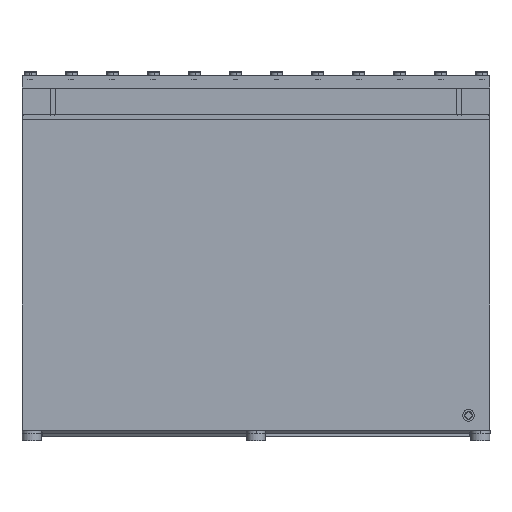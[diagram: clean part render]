
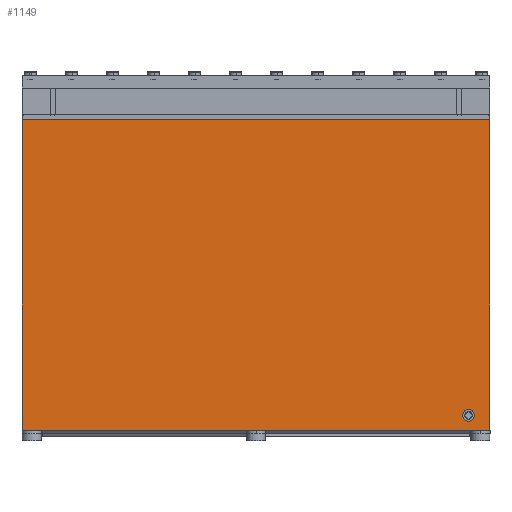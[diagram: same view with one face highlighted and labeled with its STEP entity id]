
A CAD part, front view. The second image highlights one B-rep face of the part: STEP entity #1149.
In plain terms, the highlighted planar face has unit normal (0, -1, 0).
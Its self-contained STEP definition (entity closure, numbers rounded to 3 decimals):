
#756 = CARTESIAN_POINT ( 'NONE',  ( 365., -365., 0. ) ) ;
#1149 = ADVANCED_FACE ( 'NONE', ( #20937, #36957 ), #29916, .F. ) ;
#1365 = DIRECTION ( 'NONE',  ( 0., 0., -1. ) ) ;
#2021 = DIRECTION ( 'NONE',  ( 0., 0., -1. ) ) ;
#2779 = LINE ( 'NONE', #25920, #16918 ) ;
#2955 = CARTESIAN_POINT ( 'NONE',  ( 331.459, -365., 20.929 ) ) ;
#3574 = CARTESIAN_POINT ( 'NONE',  ( 331.459, -365., 25.929 ) ) ;
#4141 = EDGE_CURVE ( 'NONE', #4889, #18178, #2779, .T. ) ;
#4889 = VERTEX_POINT ( 'NONE', #26249 ) ;
#6492 = LINE ( 'NONE', #17731, #21610 ) ;
#9604 = CIRCLE ( 'NONE', #11088, 2.5 ) ;
#9956 = EDGE_CURVE ( 'NONE', #30419, #35436, #16693, .T. ) ;
#10224 = VERTEX_POINT ( 'NONE', #2955 ) ;
#11088 = AXIS2_PLACEMENT_3D ( 'NONE', #37457, #19409, #1365 ) ;
#12982 = ORIENTED_EDGE ( 'NONE', *, *, #35520, .F. ) ;
#13592 = DIRECTION ( 'NONE',  ( 1., 0., 0. ) ) ;
#14346 = ORIENTED_EDGE ( 'NONE', *, *, #4141, .F. ) ;
#14685 = DIRECTION ( 'NONE',  ( 1., 0., 0. ) ) ;
#14776 = VECTOR ( 'NONE', #25764, 1000. ) ;
#14910 = VECTOR ( 'NONE', #13592, 1000. ) ;
#15059 = DIRECTION ( 'NONE',  ( 0., 1., 0. ) ) ;
#16693 = LINE ( 'NONE', #37767, #14776 ) ;
#16918 = VECTOR ( 'NONE', #22892, 1000. ) ;
#17731 = CARTESIAN_POINT ( 'NONE',  ( -365., -365., 0. ) ) ;
#18178 = VERTEX_POINT ( 'NONE', #756 ) ;
#18575 = ORIENTED_EDGE ( 'NONE', *, *, #22612, .T. ) ;
#19409 = DIRECTION ( 'NONE',  ( 0., -1., 0. ) ) ;
#19672 = CARTESIAN_POINT ( 'NONE',  ( -365., -365., 485. ) ) ;
#20069 = DIRECTION ( 'NONE',  ( 0., -1., 0. ) ) ;
#20416 = AXIS2_PLACEMENT_3D ( 'NONE', #38115, #20069, #2021 ) ;
#20937 = FACE_BOUND ( 'NONE', #22070, .T. ) ;
#21610 = VECTOR ( 'NONE', #14685, 1000. ) ;
#22070 = EDGE_LOOP ( 'NONE', ( #27653, #12982 ) ) ;
#22612 = EDGE_CURVE ( 'NONE', #35436, #18178, #6492, .T. ) ;
#22892 = DIRECTION ( 'NONE',  ( 0., 0., -1. ) ) ;
#23444 = VERTEX_POINT ( 'NONE', #3574 ) ;
#24381 = EDGE_LOOP ( 'NONE', ( #18575, #14346, #30806, #31045 ) ) ;
#25764 = DIRECTION ( 'NONE',  ( 0., 0., -1. ) ) ;
#25920 = CARTESIAN_POINT ( 'NONE',  ( 365., -365., 485. ) ) ;
#26249 = CARTESIAN_POINT ( 'NONE',  ( 365., -365., 485. ) ) ;
#26971 = AXIS2_PLACEMENT_3D ( 'NONE', #27044, #15059, #36137 ) ;
#27044 = CARTESIAN_POINT ( 'NONE',  ( -365., -365., 485. ) ) ;
#27653 = ORIENTED_EDGE ( 'NONE', *, *, #33629, .F. ) ;
#27751 = CARTESIAN_POINT ( 'NONE',  ( -365., -365., 485. ) ) ;
#29916 = PLANE ( 'NONE',  #26971 ) ;
#30419 = VERTEX_POINT ( 'NONE', #27751 ) ;
#30806 = ORIENTED_EDGE ( 'NONE', *, *, #38686, .F. ) ;
#31045 = ORIENTED_EDGE ( 'NONE', *, *, #9956, .T. ) ;
#31864 = LINE ( 'NONE', #19672, #14910 ) ;
#33629 = EDGE_CURVE ( 'NONE', #10224, #23444, #38988, .T. ) ;
#33879 = CARTESIAN_POINT ( 'NONE',  ( -365., -365., 0. ) ) ;
#35436 = VERTEX_POINT ( 'NONE', #33879 ) ;
#35520 = EDGE_CURVE ( 'NONE', #23444, #10224, #9604, .T. ) ;
#36137 = DIRECTION ( 'NONE',  ( 0., 0., 1. ) ) ;
#36957 = FACE_OUTER_BOUND ( 'NONE', #24381, .T. ) ;
#37457 = CARTESIAN_POINT ( 'NONE',  ( 331.459, -365., 23.429 ) ) ;
#37767 = CARTESIAN_POINT ( 'NONE',  ( -365., -365., 485. ) ) ;
#38115 = CARTESIAN_POINT ( 'NONE',  ( 331.459, -365., 23.429 ) ) ;
#38686 = EDGE_CURVE ( 'NONE', #30419, #4889, #31864, .T. ) ;
#38988 = CIRCLE ( 'NONE', #20416, 2.5 ) ;
